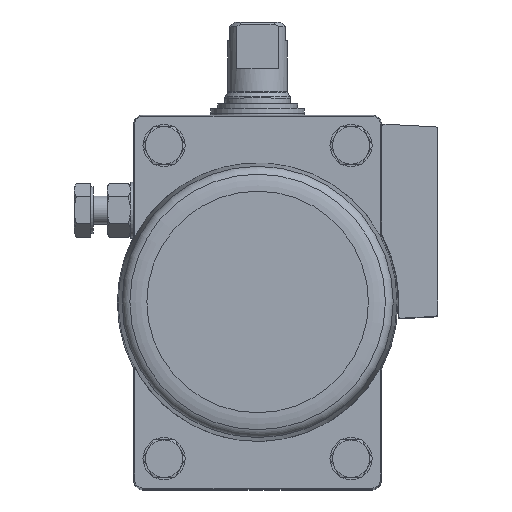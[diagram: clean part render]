
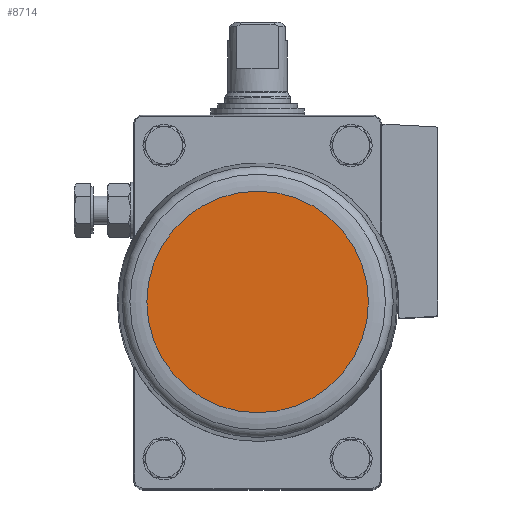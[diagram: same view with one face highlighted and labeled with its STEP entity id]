
A CAD part, top view. The second image highlights one B-rep face of the part: STEP entity #8714.
In plain terms, the highlighted planar face has unit normal (0, 0, 1).
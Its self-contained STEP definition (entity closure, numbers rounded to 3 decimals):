
#3056=ORIENTED_EDGE('',*,*,#4759,.T.);
#4759=EDGE_CURVE('',#5740,#5740,#6305,.T.);
#5740=VERTEX_POINT('',#14601);
#6305=CIRCLE('',#9625,23.7);
#6961=EDGE_LOOP('',(#3056));
#7752=FACE_BOUND('',#6961,.T.);
#8243=PLANE('',#9626);
#8714=ADVANCED_FACE('',(#7752),#8243,.F.);
#9625=AXIS2_PLACEMENT_3D('',#14600,#11618,#11619);
#9626=AXIS2_PLACEMENT_3D('',#14602,#11620,#11621);
#11618=DIRECTION('',(0.,0.,1.));
#11619=DIRECTION('',(1.,0.,0.));
#11620=DIRECTION('',(0.,0.,-1.));
#11621=DIRECTION('',(-1.,0.,0.));
#14600=CARTESIAN_POINT('',(0.,0.,72.85));
#14601=CARTESIAN_POINT('',(23.7,0.,72.85));
#14602=CARTESIAN_POINT('',(23.7,0.,72.85));
